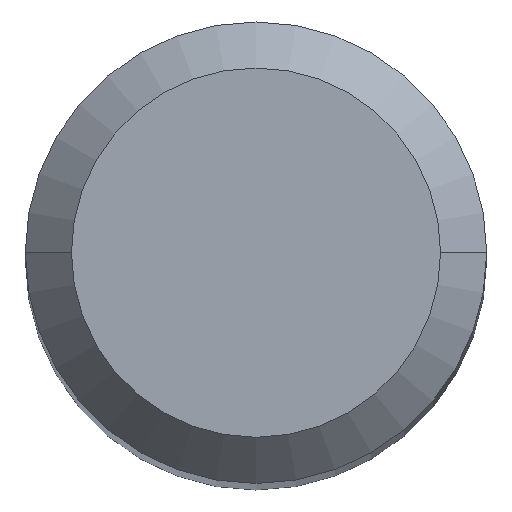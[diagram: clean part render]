
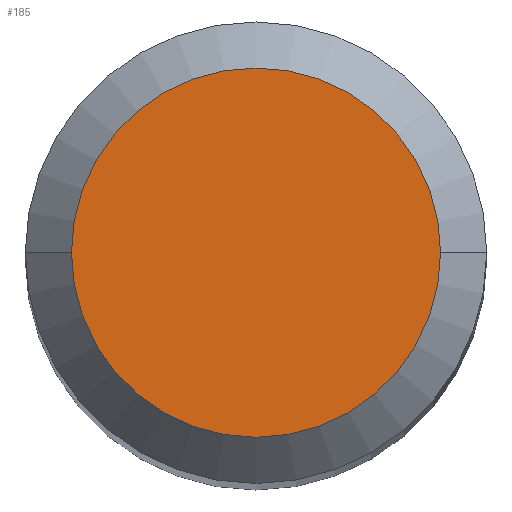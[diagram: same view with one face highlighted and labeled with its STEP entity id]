
A CAD part, top view. The second image highlights one B-rep face of the part: STEP entity #185.
In plain terms, the highlighted planar face has unit normal (0, 0, 1).
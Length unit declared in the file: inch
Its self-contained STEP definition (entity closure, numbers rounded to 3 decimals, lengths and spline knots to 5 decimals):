
#2 = CARTESIAN_POINT ( 'NONE',  ( 0.05, 0., 0. ) ) ;
#10 = ORIENTED_EDGE ( 'NONE', *, *, #288, .T. ) ;
#25 = DIRECTION ( 'NONE',  ( 1., 0., 0. ) ) ;
#88 = CIRCLE ( 'NONE', #363, 0.05 ) ;
#110 = DIRECTION ( 'NONE',  ( 0., 0., 1. ) ) ;
#117 = CIRCLE ( 'NONE', #456, 0.05 ) ;
#158 = ORIENTED_EDGE ( 'NONE', *, *, #323, .T. ) ;
#165 = FACE_OUTER_BOUND ( 'NONE', #413, .T. ) ;
#177 = CARTESIAN_POINT ( 'NONE',  ( 0., 0., 0. ) ) ;
#183 = DIRECTION ( 'NONE',  ( 1., 0., 0. ) ) ;
#185 = ADVANCED_FACE ( 'NONE', ( #165 ), #242, .F. ) ;
#242 = PLANE ( 'NONE',  #427 ) ;
#274 = VERTEX_POINT ( 'NONE', #292 ) ;
#283 = DIRECTION ( 'NONE',  ( 0., 0., -1. ) ) ;
#288 = EDGE_CURVE ( 'NONE', #327, #274, #88, .T. ) ;
#290 = DIRECTION ( 'NONE',  ( 0., 0., 1. ) ) ;
#292 = CARTESIAN_POINT ( 'NONE',  ( -0.05, 0., 0. ) ) ;
#314 = CARTESIAN_POINT ( 'NONE',  ( 0., 0., 0. ) ) ;
#323 = EDGE_CURVE ( 'NONE', #274, #327, #117, .T. ) ;
#327 = VERTEX_POINT ( 'NONE', #2 ) ;
#363 = AXIS2_PLACEMENT_3D ( 'NONE', #177, #290, #25 ) ;
#413 = EDGE_LOOP ( 'NONE', ( #158, #10 ) ) ;
#427 = AXIS2_PLACEMENT_3D ( 'NONE', #314, #283, #436 ) ;
#436 = DIRECTION ( 'NONE',  ( -1., 0., 0. ) ) ;
#447 = CARTESIAN_POINT ( 'NONE',  ( 0., 0., 0. ) ) ;
#456 = AXIS2_PLACEMENT_3D ( 'NONE', #447, #110, #183 ) ;
